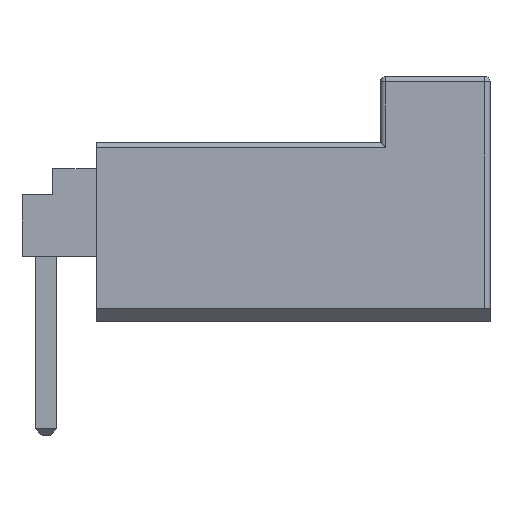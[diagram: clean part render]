
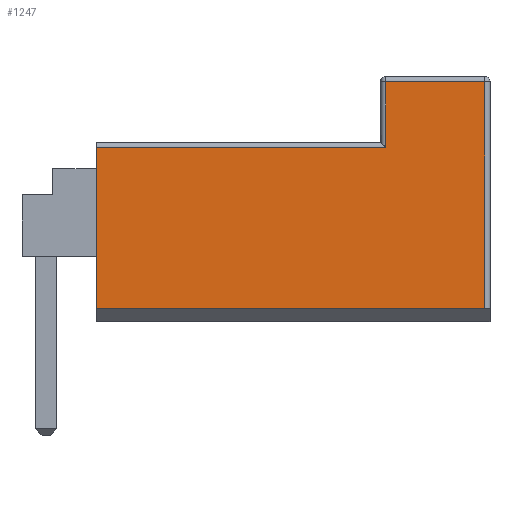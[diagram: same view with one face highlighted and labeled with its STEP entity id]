
A CAD part, left-side view. The second image highlights one B-rep face of the part: STEP entity #1247.
In plain terms, the highlighted planar face has unit normal (-1, 0, 0).
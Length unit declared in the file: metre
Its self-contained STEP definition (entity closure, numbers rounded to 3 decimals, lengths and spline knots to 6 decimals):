
#867 = EDGE_CURVE( '', #1980, #1486, #1981, .T. );
#921 = EDGE_CURVE( '', #1677, #1980, #2054, .T. );
#1033 = EDGE_CURVE( '', #1486, #1717, #2188, .T. );
#1085 = EDGE_CURVE( '', #1717, #2251, #2252, .T. );
#1109 = EDGE_CURVE( '', #1677, #2142, #2284, .T. );
#1197 = EDGE_CURVE( '', #2142, #2251, #2385, .T. );
#1247 = ADVANCED_FACE( '', ( #2442 ), #2443, .T. );
#1486 = VERTEX_POINT( '', #2734 );
#1677 = VERTEX_POINT( '', #2996 );
#1717 = VERTEX_POINT( '', #3052 );
#1980 = VERTEX_POINT( '', #3439 );
#1981 = LINE( '', #3440, #3441 );
#2054 = LINE( '', #3553, #3554 );
#2142 = VERTEX_POINT( '', #3696 );
#2188 = LINE( '', #3766, #3767 );
#2251 = VERTEX_POINT( '', #3858 );
#2252 = LINE( '', #3859, #3860 );
#2284 = LINE( '', #3904, #3905 );
#2385 = LINE( '', #4069, #4070 );
#2442 = FACE_OUTER_BOUND( '', #4161, .T. );
#2443 = PLANE( '', #4162 );
#2734 = CARTESIAN_POINT( '', ( -0.003683, -0.00377, 0.00697 ) );
#2996 = CARTESIAN_POINT( '', ( -0.003683, 0.004636, 0.005057 ) );
#3052 = CARTESIAN_POINT( '', ( -0.003683, -0.006645, 0.00697 ) );
#3439 = CARTESIAN_POINT( '', ( -0.003683, -0.00377, 0.005057 ) );
#3440 = CARTESIAN_POINT( '', ( -0.003683, -0.00377, 0.006985 ) );
#3441 = VECTOR( '', #5035, 1. );
#3553 = CARTESIAN_POINT( '', ( -0.003683, 0.000508, 0.005057 ) );
#3554 = VECTOR( '', #5113, 1. );
#3696 = CARTESIAN_POINT( '', ( -0.003683, 0.004636, 0.000381 ) );
#3766 = CARTESIAN_POINT( '', ( -0.003683, -0.000286, 0.00697 ) );
#3767 = VECTOR( '', #5290, 1. );
#3858 = CARTESIAN_POINT( '', ( -0.003683, -0.006645, 0.000381 ) );
#3859 = CARTESIAN_POINT( '', ( -0.003683, -0.006645, 0.004953 ) );
#3860 = VECTOR( '', #5394, 1. );
#3904 = CARTESIAN_POINT( '', ( -0.003683, 0.004636, 0.005207 ) );
#3905 = VECTOR( '', #5443, 1. );
#4069 = CARTESIAN_POINT( '', ( -0.003683, 0.004636, 0.000381 ) );
#4070 = VECTOR( '', #5581, 1. );
#4161 = EDGE_LOOP( '', ( #5656, #5657, #5658, #5659, #5660, #5661 ) );
#4162 = AXIS2_PLACEMENT_3D( '', #5662, #5663, #5664 );
#5035 = DIRECTION( '', ( 0., 0., 1. ) );
#5113 = DIRECTION( '', ( 0., -1., 0. ) );
#5290 = DIRECTION( '', ( 0., -1., 0. ) );
#5394 = DIRECTION( '', ( 0., 0., -1. ) );
#5443 = DIRECTION( '', ( 0., 0., -1. ) );
#5581 = DIRECTION( '', ( 0., -1., 0. ) );
#5656 = ORIENTED_EDGE( '', *, *, #1085, .F. );
#5657 = ORIENTED_EDGE( '', *, *, #1033, .F. );
#5658 = ORIENTED_EDGE( '', *, *, #867, .F. );
#5659 = ORIENTED_EDGE( '', *, *, #921, .F. );
#5660 = ORIENTED_EDGE( '', *, *, #1109, .T. );
#5661 = ORIENTED_EDGE( '', *, *, #1197, .T. );
#5662 = CARTESIAN_POINT( '', ( -0.003683, 0.004636, 0.006985 ) );
#5663 = DIRECTION( '', ( -1., 0., 0. ) );
#5664 = DIRECTION( '', ( 0., 1., 0. ) );
